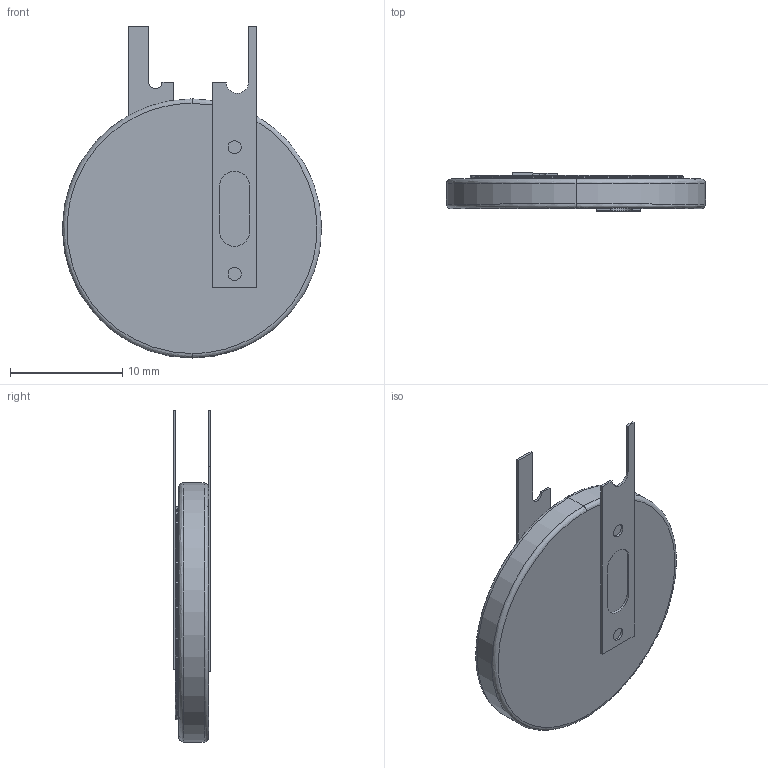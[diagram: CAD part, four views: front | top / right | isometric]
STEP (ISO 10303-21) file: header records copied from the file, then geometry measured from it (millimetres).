
FILE_DESCRIPTION (( 'STEP AP214' ), '1' );
FILE_NAME ('User Library-BR2330A_VAN-1.STEP', '2018-10-31T07:39:37', ( '' ), ( '' ), 'SwSTEP 2.0', 'SolidWorks 2018', '' );
FILE_SCHEMA (( 'AUTOMOTIVE_DESIGN' ));
Length unit declared in the file: millimetre
Products named in the file (1): User Library-BR2330A_VAN-1
Bounding box: 23.1 x 3.35 x 29.6 mm (x, y, z)
Volume: 1214.7 mm3; surface area: 1129.2 mm2
Topology: 1 solids, 1 shells, 58 faces, 135 edges, 86 vertices
Faces by surface type: plane 29, cylinder 21, bspline 8
Entity records: 1953 total; most frequent: CARTESIAN_POINT 612, DIRECTION 275, ORIENTED_EDGE 270, EDGE_CURVE 135, AXIS2_PLACEMENT_3D 101, VERTEX_POINT 86, VECTOR 73, LINE 73
